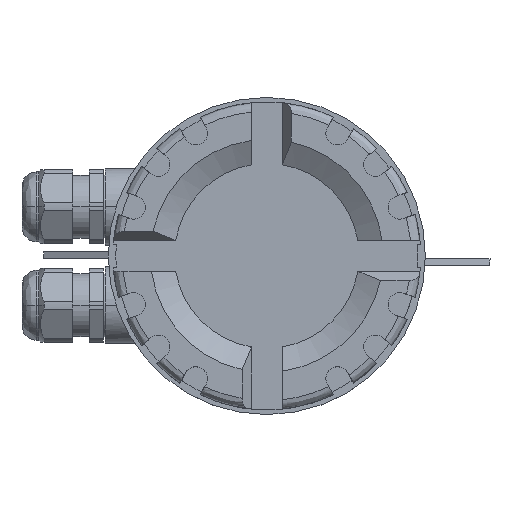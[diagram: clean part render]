
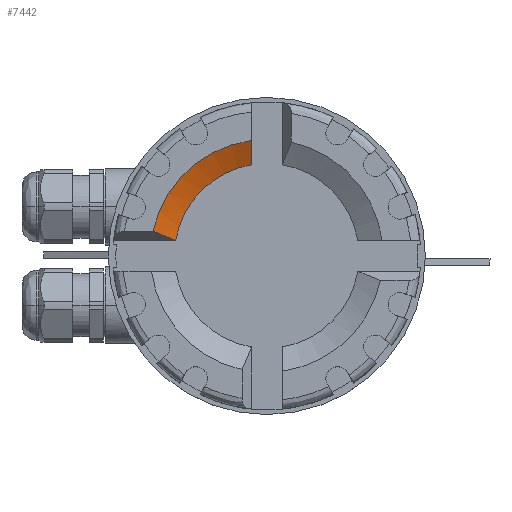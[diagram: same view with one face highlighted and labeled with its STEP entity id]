
A CAD part, top view. The second image highlights one B-rep face of the part: STEP entity #7442.
In plain terms, the highlighted conical face has half-angle 60 degrees and reference radius 37.794 mm.
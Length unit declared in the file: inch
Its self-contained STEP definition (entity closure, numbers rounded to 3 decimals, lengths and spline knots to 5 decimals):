
#172 = ORIENTED_EDGE ( 'NONE', *, *, #9827, .F. ) ;
#180 = DIRECTION ( 'NONE',  ( 0., 0., 1. ) ) ;
#281 = CONICAL_SURFACE ( 'NONE', #1741, 1.48796, 1.047 ) ;
#325 = DIRECTION ( 'NONE',  ( 0., 0., -1. ) ) ;
#551 = DIRECTION ( 'NONE',  ( 0., 0., 1. ) ) ;
#669 = CARTESIAN_POINT ( 'NONE',  ( -0.19685, 1.26809, 4.01562 ) ) ;
#760 = ORIENTED_EDGE ( 'NONE', *, *, #5078, .F. ) ;
#1361 = CARTESIAN_POINT ( 'NONE',  ( -0.19685, 1.16458, 3.95669 ) ) ;
#1522 = CIRCLE ( 'NONE', #3950, 1.48796 ) ;
#1720 = DIRECTION ( 'NONE',  ( 0., -1., 0. ) ) ;
#1741 = AXIS2_PLACEMENT_3D ( 'NONE', #2825, #551, #9699 ) ;
#1743 = VERTEX_POINT ( 'NONE', #7882 ) ;
#2308 = CARTESIAN_POINT ( 'NONE',  ( -1.35784, 0.27548, 4.07463 ) ) ;
#2825 = CARTESIAN_POINT ( 'NONE',  ( 0., 0., 4.13386 ) ) ;
#3006 = CARTESIAN_POINT ( 'NONE',  ( -0.19685, 1.16458, 3.95669 ) ) ;
#3150 = FACE_OUTER_BOUND ( 'NONE', #5924, .T. ) ;
#3751 = CARTESIAN_POINT ( 'NONE',  ( -0.19685, 1.47488, 4.13386 ) ) ;
#3950 = AXIS2_PLACEMENT_3D ( 'NONE', #9334, #325, #7122 ) ;
#5078 = EDGE_CURVE ( 'NONE', #7428, #8419, #5404, .T. ) ;
#5166 = ORIENTED_EDGE ( 'NONE', *, *, #8273, .T. ) ;
#5328 = VERTEX_POINT ( 'NONE', #7836 ) ;
#5404 = CIRCLE ( 'NONE', #9660, 1.1811 ) ;
#5924 = EDGE_LOOP ( 'NONE', ( #172, #5166, #760, #9473 ) ) ;
#6148 = CARTESIAN_POINT ( 'NONE',  ( -0.19685, 1.37151, 4.0747 ) ) ;
#6447 = CARTESIAN_POINT ( 'NONE',  ( -1.26132, 0.23608, 4.01554 ) ) ;
#6505 = CARTESIAN_POINT ( 'NONE',  ( -1.16458, 0.19685, 3.95669 ) ) ;
#7122 = DIRECTION ( 'NONE',  ( 0., -1., 0. ) ) ;
#7428 = VERTEX_POINT ( 'NONE', #1361 ) ;
#7442 = ADVANCED_FACE ( 'FACE62', ( #3150 ), #281, .F. ) ;
#7836 = CARTESIAN_POINT ( 'NONE',  ( -0.19685, 1.47488, 4.13386 ) ) ;
#7882 = CARTESIAN_POINT ( 'NONE',  ( -1.45425, 0.31496, 4.13386 ) ) ;
#7960 = CARTESIAN_POINT ( 'NONE',  ( -1.16458, 0.19685, 3.95669 ) ) ;
#8044 = B_SPLINE_CURVE_WITH_KNOTS ( 'NONE', 3,
 ( #9336, #2308, #6447, #7960 ),
 .UNSPECIFIED., .F., .F.,
 ( 4, 4 ),
 ( 0., 0.00913 ),
 .UNSPECIFIED. ) ;
#8273 = EDGE_CURVE ( 'NONE', #1743, #8419, #8044, .T. ) ;
#8419 = VERTEX_POINT ( 'NONE', #6505 ) ;
#9334 = CARTESIAN_POINT ( 'NONE',  ( 0., 0., 4.13386 ) ) ;
#9336 = CARTESIAN_POINT ( 'NONE',  ( -1.45425, 0.31496, 4.13386 ) ) ;
#9356 = CARTESIAN_POINT ( 'NONE',  ( 0., 0., 3.95669 ) ) ;
#9473 = ORIENTED_EDGE ( 'NONE', *, *, #9686, .F. ) ;
#9572 = B_SPLINE_CURVE_WITH_KNOTS ( 'NONE', 3,
 ( #3751, #6148, #669, #3006 ),
 .UNSPECIFIED., .F., .F.,
 ( 4, 4 ),
 ( 0., 0.00908 ),
 .UNSPECIFIED. ) ;
#9660 = AXIS2_PLACEMENT_3D ( 'NONE', #9356, #180, #1720 ) ;
#9686 = EDGE_CURVE ( 'NONE', #5328, #7428, #9572, .T. ) ;
#9699 = DIRECTION ( 'NONE',  ( 0., -1., 0. ) ) ;
#9827 = EDGE_CURVE ( 'NONE', #1743, #5328, #1522, .T. ) ;
